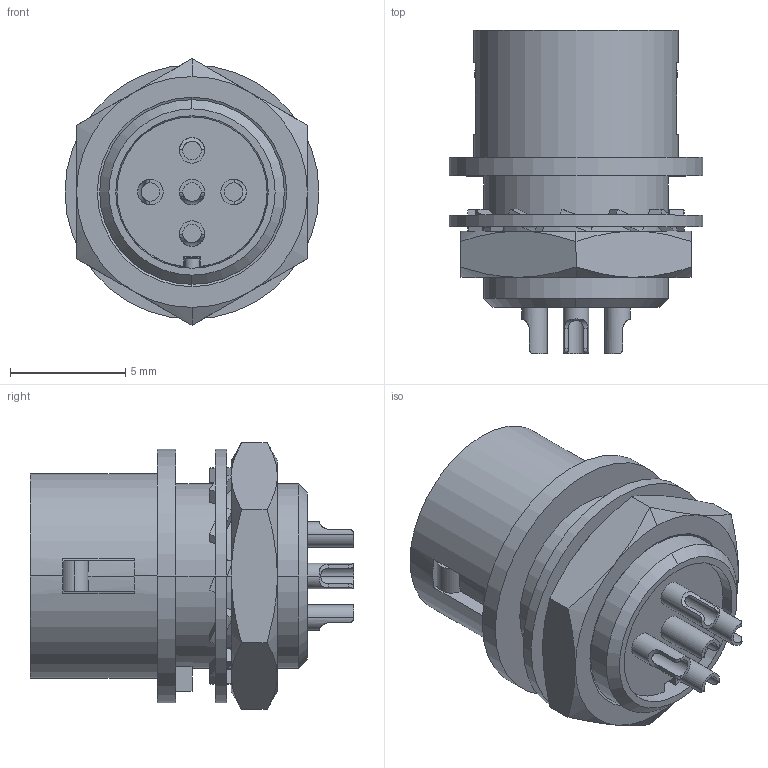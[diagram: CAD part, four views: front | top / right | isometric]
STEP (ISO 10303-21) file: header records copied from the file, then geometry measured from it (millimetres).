
FILE_DESCRIPTION(('CoCreate Modeling STEP Export'),'2;1');
FILE_NAME('HR10A-7R-5S.stp','2011-08-10T10:44:10',(''),(''),'CoCreate Modeling STEP processor for AP214 (Solid Model)','CoCreate Modeling 17.0 01-Apr-2010 (C) Parametric Technology GmbH','');
FILE_SCHEMA(('AUTOMOTIVE_DESIGN { 1 0 10303 214 1 1 1 1 }'));
Length unit declared in the file: millimetre
Products named in the file (1): HR10A-7R-5S
Bounding box: 11 x 14 x 11.55 mm (x, y, z)
Volume: 646.1 mm3; surface area: 1301.8 mm2
Topology: 1 solids, 1 shells, 341 faces, 991 edges, 636 vertices
Faces by surface type: cylinder 151, plane 141, cone 49
Entity records: 11078 total; most frequent: CARTESIAN_POINT 2688, ORIENTED_EDGE 1982, DIRECTION 1564, EDGE_CURVE 991, VERTEX_POINT 636, AXIS2_PLACEMENT_3D 588, VECTOR 388, LINE 388
